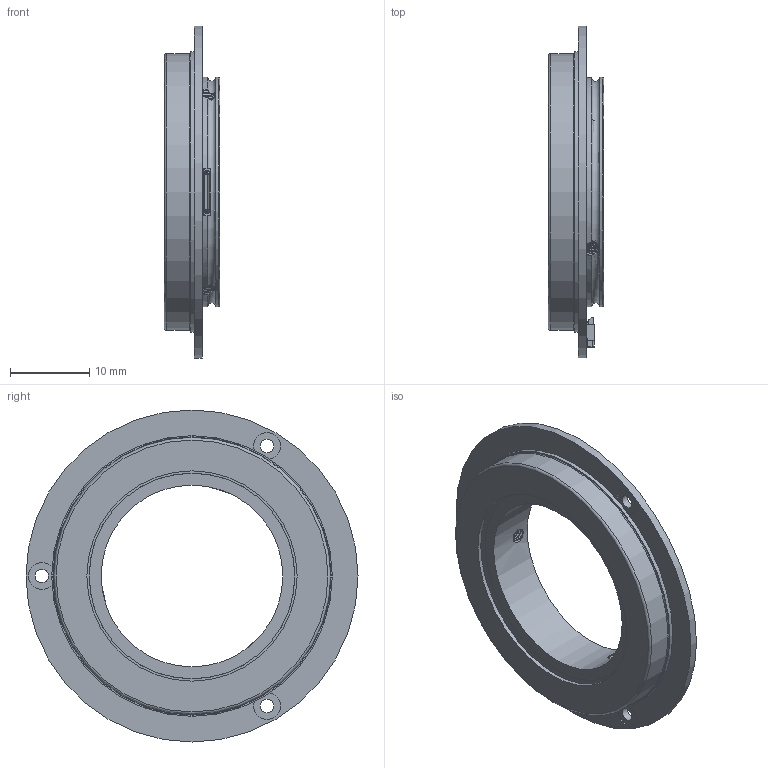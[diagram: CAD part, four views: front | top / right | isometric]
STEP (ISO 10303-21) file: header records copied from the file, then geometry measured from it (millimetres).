
FILE_DESCRIPTION (( 'STEP AP214' ), '1' );
FILE_NAME ('MBS-23-42.step', '2022-08-01T08:53:47', ( '' ), ( '' ), 'SwSTEP 2.0', 'SolidWorks 2021', '' );
FILE_SCHEMA (( 'AUTOMOTIVE_DESIGN' ));
Length unit declared in the file: millimetre
Products named in the file (1): MBS-23-42
Bounding box: 7 x 42 x 42 mm (x, y, z)
Volume: 2480.4 mm3; surface area: 5635 mm2
Topology: 5 solids, 5 shells, 545 faces, 1465 edges, 967 vertices
Faces by surface type: plane 374, bspline 106, cylinder 51, cone 9, torus 5
Full cylindrical faces by diameter (mm): 1.7 x3, 3.4 x6, 23 x1, 26 x1, 26.02 x1, 26.6 x1, 29 x3, 30 x1, 34 x1, 35 x1, 35.5 x1, 42 x1
Entity records: 54694 total; most frequent: CARTESIAN_POINT 39066, ORIENTED_EDGE 2862, DIRECTION 2136, EDGE_CURVE 1431, VECTOR 1046, LINE 1046, VERTEX_POINT 960, EDGE_LOOP 629
